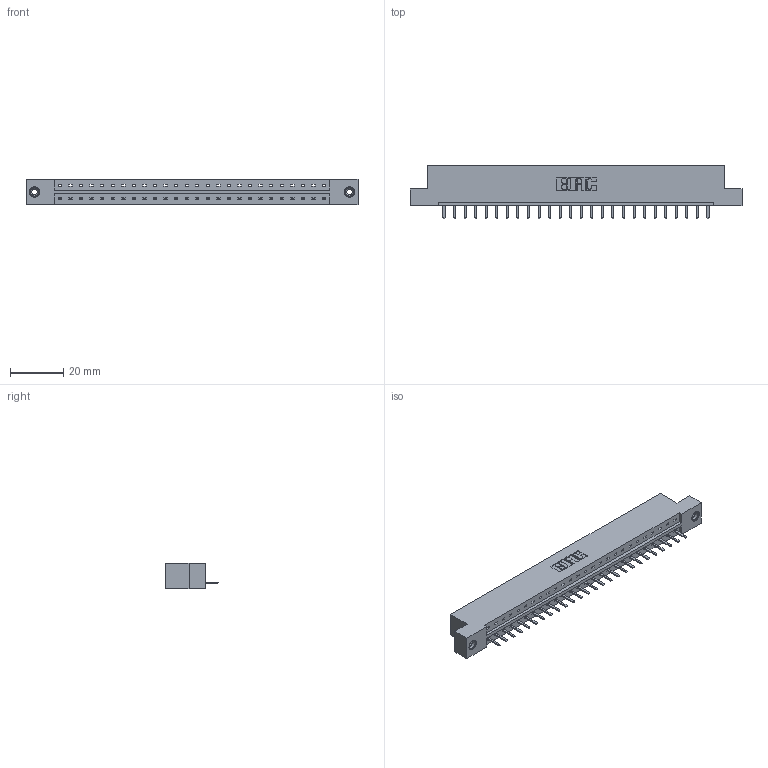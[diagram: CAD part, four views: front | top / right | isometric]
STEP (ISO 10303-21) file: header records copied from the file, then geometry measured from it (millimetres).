
FILE_DESCRIPTION (( 'STEP AP203' ), '1' );
FILE_NAME ('333-026-520-108.STEP', '2018-08-02T12:29:19', ( '' ), ( '' ), 'SwSTEP 2.0', 'SolidWorks 2016', '' );
FILE_SCHEMA (( 'CONFIG_CONTROL_DESIGN' ));
Length unit declared in the file: inch
Products named in the file (4): 345-250-001_345-250-003-102; 333-026-520-108; 333 Part_Flush - .156 Dia - TI; 345-292-001_345-293-120
Assembly tree (29 placements, depth 2):
  333-026-520-108
    333 Part_Flush - .156 Dia - TI
    345-292-001_345-293-120  x26
    345-250-001_345-250-003-102  x2
Bounding box: 124.56 x 20.02 x 9.4 mm (x, y, z)
Volume: 12315.5 mm3; surface area: 12983.9 mm2
Topology: 29 solids, 29 shells, 1786 faces, 5231 edges, 3410 vertices
Faces by surface type: plane 1246, cylinder 524, cone 12, torus 4
Entity records: 19264 total; most frequent: CARTESIAN_POINT 3319, ORIENTED_EDGE 3262, DIRECTION 2853, EDGE_CURVE 1631, VECTOR 1479, LINE 1479, VERTEX_POINT 1080, AXIS2_PLACEMENT_3D 687
